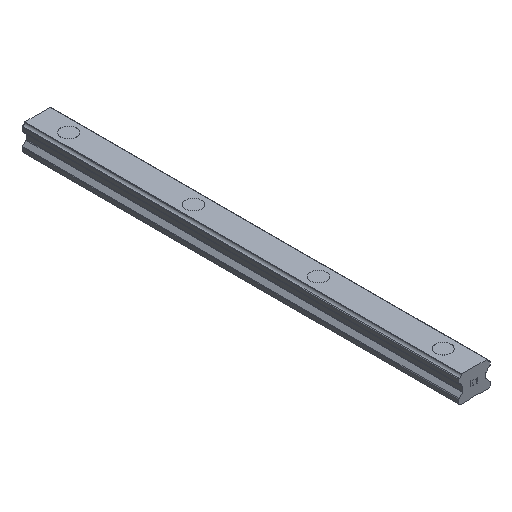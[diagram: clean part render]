
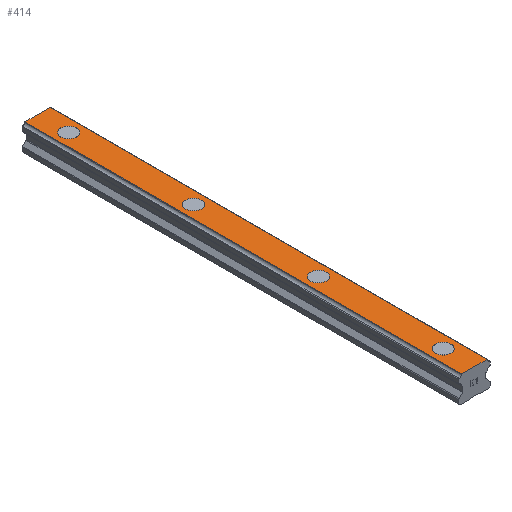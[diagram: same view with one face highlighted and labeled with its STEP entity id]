
A CAD part, isometric view. The second image highlights one B-rep face of the part: STEP entity #414.
In plain terms, the highlighted planar face has unit normal (0, 0, 1).
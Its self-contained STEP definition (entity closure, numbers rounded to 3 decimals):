
#414=ADVANCED_FACE('',(#849,#850,#851,#852,#853),#854,.T.);
#849=FACE_BOUND('',#1298,.T.);
#850=FACE_BOUND('',#1299,.T.);
#851=FACE_BOUND('',#1300,.T.);
#852=FACE_BOUND('',#1301,.T.);
#853=FACE_OUTER_BOUND('',#1302,.T.);
#854=PLANE('',#1303);
#1298=EDGE_LOOP('',(#2530,#2531));
#1299=EDGE_LOOP('',(#2532,#2533));
#1300=EDGE_LOOP('',(#2534,#2535));
#1301=EDGE_LOOP('',(#2536,#2537));
#1302=EDGE_LOOP('',(#2538,#2539,#2540,#2541));
#1303=AXIS2_PLACEMENT_3D('',#2542,#2543,#2544);
#2530=ORIENTED_EDGE('',*,*,#2755,.T.);
#2531=ORIENTED_EDGE('',*,*,#3121,.T.);
#2532=ORIENTED_EDGE('',*,*,#2743,.T.);
#2533=ORIENTED_EDGE('',*,*,#3141,.T.);
#2534=ORIENTED_EDGE('',*,*,#2731,.T.);
#2535=ORIENTED_EDGE('',*,*,#3150,.T.);
#2536=ORIENTED_EDGE('',*,*,#2719,.T.);
#2537=ORIENTED_EDGE('',*,*,#3159,.T.);
#2538=ORIENTED_EDGE('',*,*,#3102,.T.);
#2539=ORIENTED_EDGE('',*,*,#3202,.F.);
#2540=ORIENTED_EDGE('',*,*,#2976,.T.);
#2541=ORIENTED_EDGE('',*,*,#3200,.T.);
#2542=CARTESIAN_POINT('',(0.0,210.0,12.5));
#2543=DIRECTION('',(0.0,0.0,1.0));
#2544=DIRECTION('',(-1.0,0.0,0.0));
#2719=EDGE_CURVE('',#3258,#3255,#3259,.T.);
#2731=EDGE_CURVE('',#3280,#3277,#3281,.T.);
#2743=EDGE_CURVE('',#3302,#3299,#3303,.T.);
#2755=EDGE_CURVE('',#3324,#3321,#3325,.T.);
#2976=EDGE_CURVE('',#3659,#3657,#3660,.T.);
#3102=EDGE_CURVE('',#3866,#3864,#3867,.T.);
#3121=EDGE_CURVE('',#3321,#3324,#3902,.T.);
#3141=EDGE_CURVE('',#3299,#3302,#3927,.T.);
#3150=EDGE_CURVE('',#3277,#3280,#3937,.T.);
#3159=EDGE_CURVE('',#3255,#3258,#3947,.T.);
#3200=EDGE_CURVE('',#3657,#3866,#3989,.T.);
#3202=EDGE_CURVE('',#3659,#3864,#3991,.T.);
#3255=VERTEX_POINT('',#4046);
#3258=VERTEX_POINT('',#4050);
#3259=CIRCLE('',#4051,3.75);
#3277=VERTEX_POINT('',#4072);
#3280=VERTEX_POINT('',#4076);
#3281=CIRCLE('',#4077,3.75);
#3299=VERTEX_POINT('',#4098);
#3302=VERTEX_POINT('',#4102);
#3303=CIRCLE('',#4103,3.75);
#3321=VERTEX_POINT('',#4124);
#3324=VERTEX_POINT('',#4128);
#3325=CIRCLE('',#4129,3.75);
#3657=VERTEX_POINT('',#4593);
#3659=VERTEX_POINT('',#4596);
#3660=LINE('',#4597,#4598);
#3864=VERTEX_POINT('',#4884);
#3866=VERTEX_POINT('',#4887);
#3867=LINE('',#4888,#4889);
#3902=CIRCLE('',#4932,3.75);
#3927=CIRCLE('',#4964,3.75);
#3937=CIRCLE('',#4975,3.75);
#3947=CIRCLE('',#4986,3.75);
#3989=LINE('',#5045,#5046);
#3991=LINE('',#5048,#5049);
#4046=CARTESIAN_POINT('',(3.75,15.0,12.5));
#4050=CARTESIAN_POINT('',(-3.75,15.0,12.5));
#4051=AXIS2_PLACEMENT_3D('',#5121,#5122,#5123);
#4072=CARTESIAN_POINT('',(3.75,75.0,12.5));
#4076=CARTESIAN_POINT('',(-3.75,75.0,12.5));
#4077=AXIS2_PLACEMENT_3D('',#5143,#5144,#5145);
#4098=CARTESIAN_POINT('',(3.75,135.0,12.5));
#4102=CARTESIAN_POINT('',(-3.75,135.0,12.5));
#4103=AXIS2_PLACEMENT_3D('',#5165,#5166,#5167);
#4124=CARTESIAN_POINT('',(3.75,195.0,12.5));
#4128=CARTESIAN_POINT('',(-3.75,195.0,12.5));
#4129=AXIS2_PLACEMENT_3D('',#5187,#5188,#5189);
#4593=CARTESIAN_POINT('',(-6.094,210.0,12.5));
#4596=CARTESIAN_POINT('',(6.094,210.0,12.5));
#4597=CARTESIAN_POINT('',(6.094,210.0,12.5));
#4598=VECTOR('',#5413,1.0);
#4884=CARTESIAN_POINT('',(6.094,0.0,12.5));
#4887=CARTESIAN_POINT('',(-6.094,0.0,12.5));
#4888=CARTESIAN_POINT('',(6.094,0.0,12.5));
#4889=VECTOR('',#5551,1.0);
#4932=AXIS2_PLACEMENT_3D('',#5587,#5588,#5589);
#4964=AXIS2_PLACEMENT_3D('',#5618,#5619,#5620);
#4975=AXIS2_PLACEMENT_3D('',#5631,#5632,#5633);
#4986=AXIS2_PLACEMENT_3D('',#5644,#5645,#5646);
#5045=CARTESIAN_POINT('',(-6.094,210.0,12.5));
#5046=VECTOR('',#5673,1.0);
#5048=CARTESIAN_POINT('',(6.094,210.0,12.5));
#5049=VECTOR('',#5674,1.0);
#5121=CARTESIAN_POINT('',(0.0,15.0,12.5));
#5122=DIRECTION('',(0.0,0.0,-1.0));
#5123=DIRECTION('',(1.0,0.0,0.0));
#5143=CARTESIAN_POINT('',(0.0,75.0,12.5));
#5144=DIRECTION('',(0.0,0.0,-1.0));
#5145=DIRECTION('',(1.0,0.0,0.0));
#5165=CARTESIAN_POINT('',(0.0,135.0,12.5));
#5166=DIRECTION('',(0.0,0.0,-1.0));
#5167=DIRECTION('',(1.0,0.0,0.0));
#5187=CARTESIAN_POINT('',(0.0,195.0,12.5));
#5188=DIRECTION('',(0.0,0.0,-1.0));
#5189=DIRECTION('',(1.0,0.0,0.0));
#5413=DIRECTION('',(-1.0,0.0,0.0));
#5551=DIRECTION('',(1.0,0.0,0.0));
#5587=CARTESIAN_POINT('',(0.0,195.0,12.5));
#5588=DIRECTION('',(0.0,0.0,-1.0));
#5589=DIRECTION('',(1.0,0.0,0.0));
#5618=CARTESIAN_POINT('',(0.0,135.0,12.5));
#5619=DIRECTION('',(0.0,0.0,-1.0));
#5620=DIRECTION('',(1.0,0.0,0.0));
#5631=CARTESIAN_POINT('',(0.0,75.0,12.5));
#5632=DIRECTION('',(0.0,0.0,-1.0));
#5633=DIRECTION('',(1.0,0.0,0.0));
#5644=CARTESIAN_POINT('',(0.0,15.0,12.5));
#5645=DIRECTION('',(0.0,0.0,-1.0));
#5646=DIRECTION('',(1.0,0.0,0.0));
#5673=DIRECTION('',(0.0,-1.0,0.0));
#5674=DIRECTION('',(0.0,-1.0,0.0));
